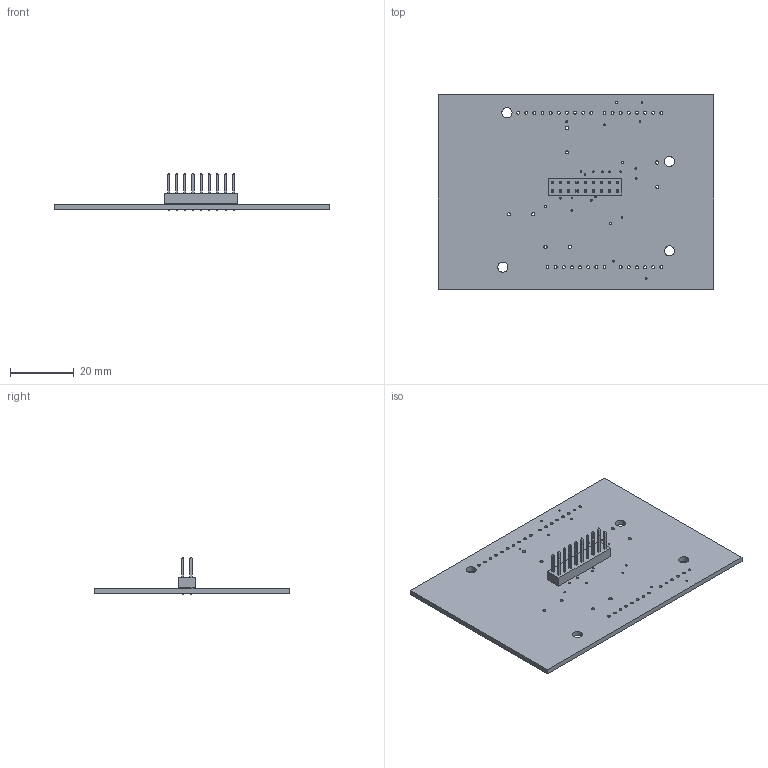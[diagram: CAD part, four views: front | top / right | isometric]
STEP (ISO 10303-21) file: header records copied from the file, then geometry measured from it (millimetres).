
FILE_DESCRIPTION(('for SolidWorks'),'2;1');
FILE_NAME('final project''s camera..step', '2023-09-27T08:28:33',('Mohsen'),(''), 'Open CASCADE STEP processor 6.6','DipTrace','Unknown');
FILE_SCHEMA(('AUTOMOTIVE_DESIGN { 1 0 10303 214 1 1 1 1 }'));
Length unit declared in the file: millimetre
Products named in the file (3): PCB_final_project's_camera.; Board_final_project's_camera.; 90131-0129
Assembly tree (1 placements, depth 2):
  PCB_final_project's_camera.
    90131-0129
  Board_final_project's_camera.
Bounding box: 86.07 x 60.67 x 11.45 mm (x, y, z)
Volume: 8596.9 mm3; surface area: 12238.1 mm2
Topology: 20 solids, 20 shells, 422 faces, 1002 edges, 620 vertices
Faces by surface type: plane 336, cylinder 86
Full cylindrical faces by diameter (mm): 0.486 x8, 0.6 x16, 0.9 x32, 1 x8, 1.14 x18, 3.175 x4
Entity records: 12455 total; most frequent: CARTESIAN_POINT 2047, DIRECTION 2024, ORIENTED_EDGE 2004, EDGE_CURVE 1002, LINE 830, VECTOR 830, FACE_BOUND 630, EDGE_LOOP 630
